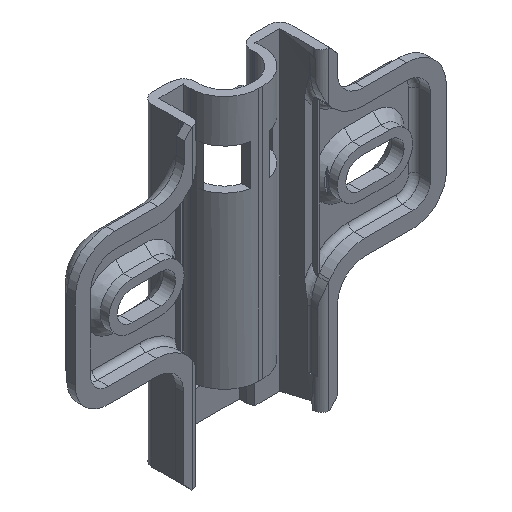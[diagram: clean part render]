
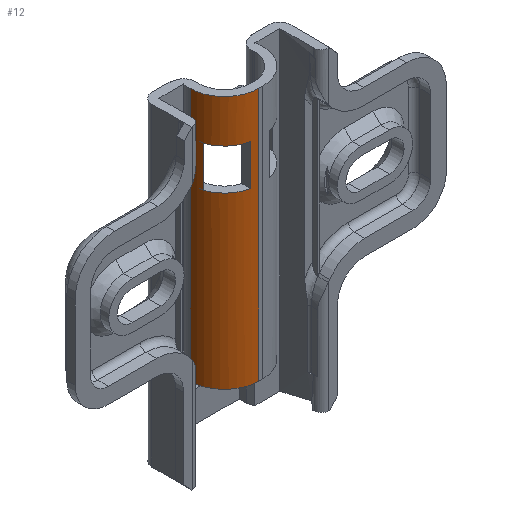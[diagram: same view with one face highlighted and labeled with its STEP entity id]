
A CAD part, isometric view. The second image highlights one B-rep face of the part: STEP entity #12.
In plain terms, the highlighted cylindrical face has radius 4.802 mm (diameter 9.605 mm), a partial arc.
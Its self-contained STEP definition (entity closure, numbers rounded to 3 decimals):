
#12 = ADVANCED_FACE ( 'NONE', ( #8117, #765 ), #6175, .T. ) ;
#136 = VECTOR ( 'NONE', #3645, 1000. ) ;
#288 = VECTOR ( 'NONE', #2093, 1000. ) ;
#599 = DIRECTION ( 'NONE',  ( -1., 0., 0. ) ) ;
#765 = FACE_BOUND ( 'NONE', #2214, .T. ) ;
#839 = CARTESIAN_POINT ( 'NONE',  ( -5.085, 4.802, 20. ) ) ;
#1227 = ORIENTED_EDGE ( 'NONE', *, *, #7176, .F. ) ;
#1281 = ORIENTED_EDGE ( 'NONE', *, *, #2273, .T. ) ;
#1481 = CARTESIAN_POINT ( 'NONE',  ( -4.8, 3.172, 14. ) ) ;
#1578 = DIRECTION ( 'NONE',  ( 0., 0., -1. ) ) ;
#1686 = VERTEX_POINT ( 'NONE', #5883 ) ;
#1707 = DIRECTION ( 'NONE',  ( 0., 0., -1. ) ) ;
#2066 = CARTESIAN_POINT ( 'NONE',  ( -0.283, 4.802, 20. ) ) ;
#2078 = LINE ( 'NONE', #3340, #5666 ) ;
#2093 = DIRECTION ( 'NONE',  ( 0., 0., 1. ) ) ;
#2188 = DIRECTION ( 'NONE',  ( 0., 0., 1. ) ) ;
#2214 = EDGE_LOOP ( 'NONE', ( #7688, #5706, #5865, #1281 ) ) ;
#2273 = EDGE_CURVE ( 'NONE', #7189, #1686, #8339, .T. ) ;
#2337 = VERTEX_POINT ( 'NONE', #3192 ) ;
#2415 = ORIENTED_EDGE ( 'NONE', *, *, #4137, .T. ) ;
#2553 = VERTEX_POINT ( 'NONE', #839 ) ;
#2660 = CARTESIAN_POINT ( 'NONE',  ( -1.3, 0.109, -36.753 ) ) ;
#2744 = LINE ( 'NONE', #5467, #288 ) ;
#2803 = DIRECTION ( 'NONE',  ( -1., 0., 0. ) ) ;
#2845 = CARTESIAN_POINT ( 'NONE',  ( -0.283, 4.802, -15.5 ) ) ;
#2981 = CARTESIAN_POINT ( 'NONE',  ( -0.283, 0., 20. ) ) ;
#3136 = ORIENTED_EDGE ( 'NONE', *, *, #5879, .T. ) ;
#3192 = CARTESIAN_POINT ( 'NONE',  ( -0.283, 0., -15.5 ) ) ;
#3304 = VERTEX_POINT ( 'NONE', #2981 ) ;
#3314 = LINE ( 'NONE', #2660, #3930 ) ;
#3340 = CARTESIAN_POINT ( 'NONE',  ( -0.283, 0., -30. ) ) ;
#3629 = VERTEX_POINT ( 'NONE', #7626 ) ;
#3645 = DIRECTION ( 'NONE',  ( 0., 0., 1. ) ) ;
#3744 = CIRCLE ( 'NONE', #4863, 4.802 ) ;
#3930 = VECTOR ( 'NONE', #5512, 1000. ) ;
#3993 = EDGE_CURVE ( 'NONE', #4110, #3629, #4627, .T. ) ;
#4110 = VERTEX_POINT ( 'NONE', #1481 ) ;
#4115 = CARTESIAN_POINT ( 'NONE',  ( -0.283, 4.802, -36.753 ) ) ;
#4137 = EDGE_CURVE ( 'NONE', #5752, #2337, #5345, .T. ) ;
#4215 = AXIS2_PLACEMENT_3D ( 'NONE', #2845, #8074, #4826 ) ;
#4436 = EDGE_CURVE ( 'NONE', #3629, #7189, #3314, .T. ) ;
#4606 = DIRECTION ( 'NONE',  ( 0., 0., 1. ) ) ;
#4627 = CIRCLE ( 'NONE', #5760, 4.802 ) ;
#4740 = DIRECTION ( 'NONE',  ( -1., 0., 0. ) ) ;
#4826 = DIRECTION ( 'NONE',  ( 1., 0., 0. ) ) ;
#4863 = AXIS2_PLACEMENT_3D ( 'NONE', #2066, #1578, #2803 ) ;
#5029 = CARTESIAN_POINT ( 'NONE',  ( -5.085, 4.802, -15.5 ) ) ;
#5244 = DIRECTION ( 'NONE',  ( 0., 0., 1. ) ) ;
#5345 = CIRCLE ( 'NONE', #4215, 4.802 ) ;
#5467 = CARTESIAN_POINT ( 'NONE',  ( -4.8, 3.172, -36.753 ) ) ;
#5512 = DIRECTION ( 'NONE',  ( 0., 0., -1. ) ) ;
#5666 = VECTOR ( 'NONE', #5244, 1000. ) ;
#5679 = AXIS2_PLACEMENT_3D ( 'NONE', #7728, #1707, #7065 ) ;
#5706 = ORIENTED_EDGE ( 'NONE', *, *, #3993, .T. ) ;
#5752 = VERTEX_POINT ( 'NONE', #5029 ) ;
#5760 = AXIS2_PLACEMENT_3D ( 'NONE', #8609, #4606, #599 ) ;
#5865 = ORIENTED_EDGE ( 'NONE', *, *, #4436, .T. ) ;
#5879 = EDGE_CURVE ( 'NONE', #2337, #3304, #2078, .T. ) ;
#5883 = CARTESIAN_POINT ( 'NONE',  ( -4.8, 3.172, 8.3 ) ) ;
#5949 = EDGE_LOOP ( 'NONE', ( #1227, #2415, #3136, #8498 ) ) ;
#6175 = CYLINDRICAL_SURFACE ( 'NONE', #7116, 4.802 ) ;
#7065 = DIRECTION ( 'NONE',  ( 1., 0., 0. ) ) ;
#7083 = CARTESIAN_POINT ( 'NONE',  ( -5.085, 4.802, -36.753 ) ) ;
#7116 = AXIS2_PLACEMENT_3D ( 'NONE', #4115, #2188, #4740 ) ;
#7176 = EDGE_CURVE ( 'NONE', #5752, #2553, #8310, .T. ) ;
#7189 = VERTEX_POINT ( 'NONE', #7700 ) ;
#7278 = EDGE_CURVE ( 'NONE', #1686, #4110, #2744, .T. ) ;
#7626 = CARTESIAN_POINT ( 'NONE',  ( -1.3, 0.109, 14. ) ) ;
#7688 = ORIENTED_EDGE ( 'NONE', *, *, #7278, .T. ) ;
#7700 = CARTESIAN_POINT ( 'NONE',  ( -1.3, 0.109, 8.3 ) ) ;
#7728 = CARTESIAN_POINT ( 'NONE',  ( -0.283, 4.802, 8.3 ) ) ;
#8074 = DIRECTION ( 'NONE',  ( 0., 0., 1. ) ) ;
#8117 = FACE_OUTER_BOUND ( 'NONE', #5949, .T. ) ;
#8310 = LINE ( 'NONE', #7083, #136 ) ;
#8339 = CIRCLE ( 'NONE', #5679, 4.802 ) ;
#8498 = ORIENTED_EDGE ( 'NONE', *, *, #8503, .T. ) ;
#8503 = EDGE_CURVE ( 'NONE', #3304, #2553, #3744, .T. ) ;
#8609 = CARTESIAN_POINT ( 'NONE',  ( -0.283, 4.802, 14. ) ) ;
